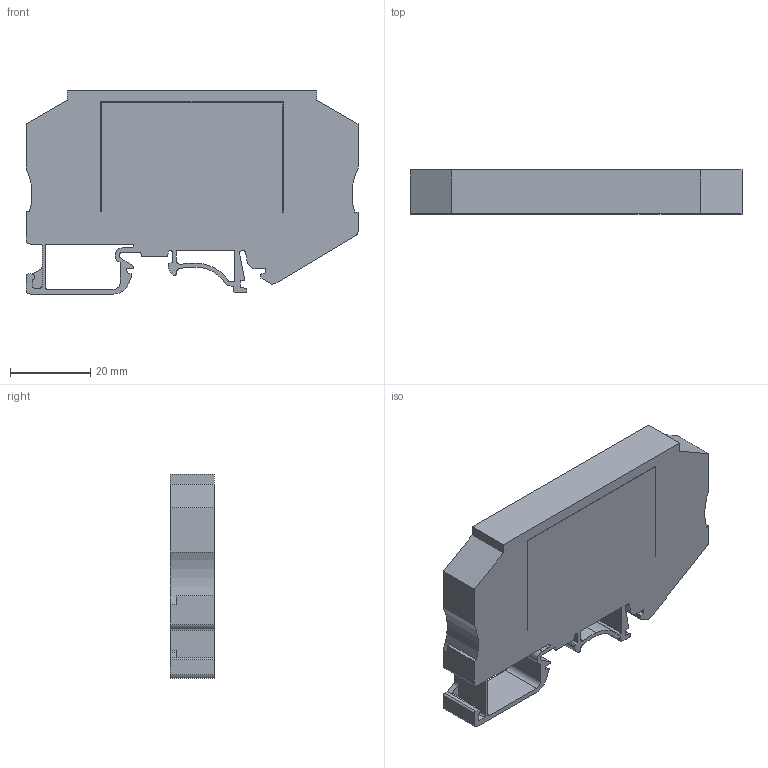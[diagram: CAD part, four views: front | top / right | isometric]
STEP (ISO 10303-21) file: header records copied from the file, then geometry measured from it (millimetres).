
FILE_DESCRIPTION(/* description */ ('Unknown'),/* implementation_level */ '2;1');
FILE_NAME(/* name */ '6OAT6DTSH',/* time_stamp */ '2016-10-10T17:21:03+06:00',/* author */ ('Unknown'),/* organization */ ('Unknown'),/* preprocessor_version */ 'ST-DEVELOPER v16',/* originating_system */ 'DEX',/* authorisation */ $);
FILE_SCHEMA (('AUTOMOTIVE_DESIGN {1 0 10303 214 3 1 1}'));
Length unit declared in the file: millimetre
Products named in the file (1): 6OAT6DTSH
Bounding box: 83 x 11 x 51 mm (x, y, z)
Volume: 36904.4 mm3; surface area: 13273.1 mm2
Topology: 1 solids, 1 shells, 111 faces, 321 edges, 213 vertices
Faces by surface type: plane 69, cylinder 42
Entity records: 3695 total; most frequent: CARTESIAN_POINT 646, ORIENTED_EDGE 642, DIRECTION 631, EDGE_CURVE 321, LINE 235, VECTOR 235, VERTEX_POINT 213, AXIS2_PLACEMENT_3D 198
